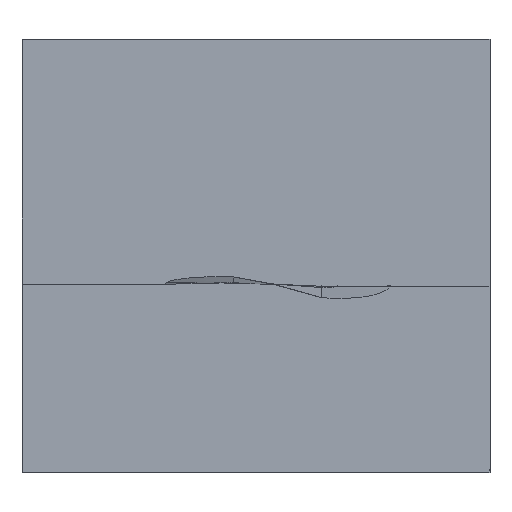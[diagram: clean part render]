
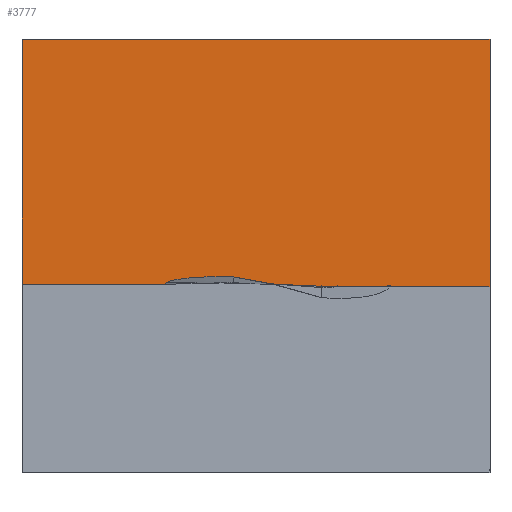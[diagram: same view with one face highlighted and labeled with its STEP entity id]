
A CAD part, front view. The second image highlights one B-rep face of the part: STEP entity #3777.
In plain terms, the highlighted planar face has unit normal (0, -1, 0).
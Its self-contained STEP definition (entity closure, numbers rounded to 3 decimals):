
#264=PLANE('',#3955);
#456=FACE_OUTER_BOUND('',#695,.T.);
#695=EDGE_LOOP('',(#3387,#3388,#3389,#3390,#3391,#3392,#3393,#3394,#3395,
#3396,#3397));
#863=LINE('',#13964,#1024);
#866=LINE('',#13970,#1027);
#867=LINE('',#13981,#1028);
#881=LINE('',#14323,#1042);
#903=LINE('',#16998,#1064);
#1024=VECTOR('',#4198,10.);
#1027=VECTOR('',#4203,10.);
#1028=VECTOR('',#4206,10.);
#1042=VECTOR('',#4222,10.);
#1064=VECTOR('',#4270,10.);
#1352=B_SPLINE_CURVE_WITH_KNOTS('',3,(#14350,#14351,#14352,#14353,#14354,
#14355,#14356,#14357),.UNSPECIFIED.,.F.,.F.,(4,2,2,4),(0.,0.068,
0.121,0.158),.UNSPECIFIED.);
#1383=B_SPLINE_CURVE_WITH_KNOTS('',3,(#14871,#14872,#14873,#14874,#14875,
#14876),.UNSPECIFIED.,.F.,.F.,(4,2,4),(0.,0.136,0.219),
 .UNSPECIFIED.);
#1384=B_SPLINE_CURVE_WITH_KNOTS('',3,(#14902,#14903,#14904,#14905,#14906,
#14907,#14908,#14909,#14910,#14911),.UNSPECIFIED.,.F.,.F.,(4,3,3,4),(0.05,
0.216,0.358,0.407),.UNSPECIFIED.);
#1414=B_SPLINE_CURVE_WITH_KNOTS('',3,(#15833,#15834,#15835,#15836,#15837,
#15838,#15839,#15840,#15841,#15842,#15843,#15844,#15845),.UNSPECIFIED.,
 .F.,.F.,(4,3,3,3,4),(0.,0.023,0.048,0.06,
0.085),.UNSPECIFIED.);
#1416=B_SPLINE_CURVE_WITH_KNOTS('',3,(#15875,#15876,#15877,#15878,#15879,
#15880,#15881,#15882),.UNSPECIFIED.,.F.,.F.,(4,2,2,4),(0.,0.051,
0.101,0.16),.UNSPECIFIED.);
#1417=B_SPLINE_CURVE_WITH_KNOTS('',3,(#15900,#15901,#15902,#15903,#15904,
#15905),.UNSPECIFIED.,.F.,.F.,(4,2,4),(0.,0.507,1.014),
 .UNSPECIFIED.);
#1719=VERTEX_POINT('',#13945);
#1721=VERTEX_POINT('',#13957);
#1723=VERTEX_POINT('',#13968);
#1725=VERTEX_POINT('',#13973);
#1726=VERTEX_POINT('',#13980);
#1747=VERTEX_POINT('',#14316);
#1748=VERTEX_POINT('',#14348);
#1749=VERTEX_POINT('',#14349);
#1774=VERTEX_POINT('',#14870);
#1787=VERTEX_POINT('',#15832);
#1788=VERTEX_POINT('',#15874);
#2195=EDGE_CURVE('',#1719,#1721,#863,.T.);
#2198=EDGE_CURVE('',#1723,#1721,#866,.T.);
#2200=EDGE_CURVE('',#1725,#1726,#867,.T.);
#2233=EDGE_CURVE('',#1747,#1725,#881,.T.);
#2234=EDGE_CURVE('',#1748,#1749,#1352,.T.);
#2270=EDGE_CURVE('',#1774,#1748,#1383,.T.);
#2272=EDGE_CURVE('',#1747,#1774,#1384,.T.);
#2315=EDGE_CURVE('',#1787,#1719,#1414,.T.);
#2317=EDGE_CURVE('',#1788,#1787,#1416,.T.);
#2319=EDGE_CURVE('',#1749,#1788,#1417,.T.);
#2331=EDGE_CURVE('',#1723,#1726,#903,.T.);
#3387=ORIENTED_EDGE('',*,*,#2315,.T.);
#3388=ORIENTED_EDGE('',*,*,#2195,.T.);
#3389=ORIENTED_EDGE('',*,*,#2198,.F.);
#3390=ORIENTED_EDGE('',*,*,#2331,.T.);
#3391=ORIENTED_EDGE('',*,*,#2200,.F.);
#3392=ORIENTED_EDGE('',*,*,#2233,.F.);
#3393=ORIENTED_EDGE('',*,*,#2272,.T.);
#3394=ORIENTED_EDGE('',*,*,#2270,.T.);
#3395=ORIENTED_EDGE('',*,*,#2234,.T.);
#3396=ORIENTED_EDGE('',*,*,#2319,.T.);
#3397=ORIENTED_EDGE('',*,*,#2317,.T.);
#3777=ADVANCED_FACE('',(#456),#264,.T.);
#3955=AXIS2_PLACEMENT_3D('',#16997,#4268,#4269);
#4198=DIRECTION('',(1.,0.,0.));
#4203=DIRECTION('',(0.,0.,-1.));
#4206=DIRECTION('',(0.,0.,1.));
#4222=DIRECTION('',(-1.,0.,0.));
#4268=DIRECTION('center_axis',(0.,-1.,0.));
#4269=DIRECTION('ref_axis',(1.,0.,0.));
#4270=DIRECTION('',(-1.,0.,0.));
#13945=CARTESIAN_POINT('',(10.,-76.178,-0.297));
#13957=CARTESIAN_POINT('',(27.,-76.178,-0.297));
#13964=CARTESIAN_POINT('',(10.,-76.178,-0.297));
#13968=CARTESIAN_POINT('',(27.,-76.178,28.25));
#13970=CARTESIAN_POINT('',(27.,-76.178,3.25));
#13973=CARTESIAN_POINT('',(-27.,-76.178,-0.009));
#13980=CARTESIAN_POINT('',(-27.,-76.178,28.25));
#13981=CARTESIAN_POINT('',(-27.,-76.178,3.25));
#14316=CARTESIAN_POINT('',(-10.,-76.178,-0.009));
#14323=CARTESIAN_POINT('',(-10.,-76.178,-0.009));
#14348=CARTESIAN_POINT('',(-4.16,-76.178,0.14));
#14349=CARTESIAN_POINT('',(-2.55,-76.178,0.123));
#14350=CARTESIAN_POINT('Ctrl Pts',(-4.16,-76.178,
0.14));
#14351=CARTESIAN_POINT('Ctrl Pts',(-3.934,-76.178,
0.14));
#14352=CARTESIAN_POINT('Ctrl Pts',(-3.697,-76.178,
0.14));
#14353=CARTESIAN_POINT('Ctrl Pts',(-3.293,-76.178,
0.138));
#14354=CARTESIAN_POINT('Ctrl Pts',(-3.108,-76.178,
0.136));
#14355=CARTESIAN_POINT('Ctrl Pts',(-2.805,-76.178,
0.13));
#14356=CARTESIAN_POINT('Ctrl Pts',(-2.677,-76.178,0.127));
#14357=CARTESIAN_POINT('Ctrl Pts',(-2.55,-76.178,
0.123));
#14870=CARTESIAN_POINT('',(-6.429,-76.178,0.123));
#14871=CARTESIAN_POINT('Ctrl Pts',(-6.429,-76.178,
0.123));
#14872=CARTESIAN_POINT('Ctrl Pts',(-5.977,-76.178,
0.127));
#14873=CARTESIAN_POINT('Ctrl Pts',(-5.482,-76.178,
0.132));
#14874=CARTESIAN_POINT('Ctrl Pts',(-4.74,-76.178,
0.138));
#14875=CARTESIAN_POINT('Ctrl Pts',(-4.444,-76.178,
0.139));
#14876=CARTESIAN_POINT('Ctrl Pts',(-4.16,-76.178,
0.14));
#14902=CARTESIAN_POINT('Ctrl Pts',(-10.,-76.178,-0.01));
#14903=CARTESIAN_POINT('Ctrl Pts',(-9.446,-76.178,
0.019));
#14904=CARTESIAN_POINT('Ctrl Pts',(-8.891,-76.178,
0.044));
#14905=CARTESIAN_POINT('Ctrl Pts',(-8.335,-76.178,
0.065));
#14906=CARTESIAN_POINT('Ctrl Pts',(-7.862,-76.178,
0.084));
#14907=CARTESIAN_POINT('Ctrl Pts',(-7.389,-76.178,
0.099));
#14908=CARTESIAN_POINT('Ctrl Pts',(-6.916,-76.178,
0.111));
#14909=CARTESIAN_POINT('Ctrl Pts',(-6.754,-76.178,0.115));
#14910=CARTESIAN_POINT('Ctrl Pts',(-6.591,-76.178,0.119));
#14911=CARTESIAN_POINT('Ctrl Pts',(-6.429,-76.178,
0.123));
#15832=CARTESIAN_POINT('',(9.14,-76.178,-0.291));
#15833=CARTESIAN_POINT('Ctrl Pts',(9.14,-76.178,-0.291));
#15834=CARTESIAN_POINT('Ctrl Pts',(9.217,-76.178,-0.292));
#15835=CARTESIAN_POINT('Ctrl Pts',(9.296,-76.178,-0.293));
#15836=CARTESIAN_POINT('Ctrl Pts',(9.374,-76.178,-0.293));
#15837=CARTESIAN_POINT('Ctrl Pts',(9.458,-76.179,-0.294));
#15838=CARTESIAN_POINT('Ctrl Pts',(9.542,-76.179,-0.295));
#15839=CARTESIAN_POINT('Ctrl Pts',(9.626,-76.179,-0.296));
#15840=CARTESIAN_POINT('Ctrl Pts',(9.665,-76.179,-0.296));
#15841=CARTESIAN_POINT('Ctrl Pts',(9.703,-76.18,-0.296));
#15842=CARTESIAN_POINT('Ctrl Pts',(9.742,-76.18,-0.297));
#15843=CARTESIAN_POINT('Ctrl Pts',(9.826,-76.18,-0.297));
#15844=CARTESIAN_POINT('Ctrl Pts',(9.912,-76.18,-0.298));
#15845=CARTESIAN_POINT('Ctrl Pts',(9.998,-76.181,-0.298));
#15874=CARTESIAN_POINT('',(7.55,-76.178,-0.234));
#15875=CARTESIAN_POINT('Ctrl Pts',(7.55,-76.178,-0.234));
#15876=CARTESIAN_POINT('Ctrl Pts',(7.72,-76.178,-0.249));
#15877=CARTESIAN_POINT('Ctrl Pts',(7.895,-76.178,-0.258));
#15878=CARTESIAN_POINT('Ctrl Pts',(8.224,-76.178,-0.272));
#15879=CARTESIAN_POINT('Ctrl Pts',(8.393,-76.178,-0.277));
#15880=CARTESIAN_POINT('Ctrl Pts',(8.747,-76.178,-0.285));
#15881=CARTESIAN_POINT('Ctrl Pts',(8.947,-76.178,-0.289));
#15882=CARTESIAN_POINT('Ctrl Pts',(9.14,-76.178,-0.291));
#15900=CARTESIAN_POINT('Ctrl Pts',(-2.55,-76.178,0.123));
#15901=CARTESIAN_POINT('Ctrl Pts',(-0.862,-76.178,
0.088));
#15902=CARTESIAN_POINT('Ctrl Pts',(0.813,-76.178,
0.042));
#15903=CARTESIAN_POINT('Ctrl Pts',(4.188,-76.178,-0.076));
#15904=CARTESIAN_POINT('Ctrl Pts',(5.863,-76.178,-0.148));
#15905=CARTESIAN_POINT('Ctrl Pts',(7.55,-76.178,-0.234));
#16997=CARTESIAN_POINT('Origin',(-10.,-76.178,3.25));
#16998=CARTESIAN_POINT('',(-10.,-76.178,28.25));
